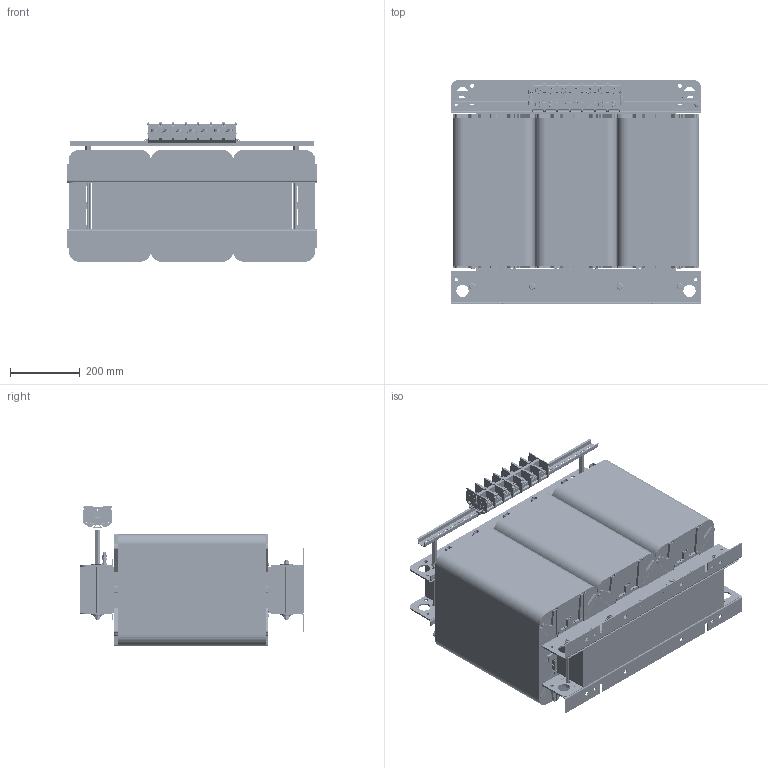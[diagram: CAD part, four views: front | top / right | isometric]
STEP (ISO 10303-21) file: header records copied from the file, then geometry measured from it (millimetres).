
FILE_DESCRIPTION(/* description */ (''),/* implementation_level */ '2;1');
FILE_NAME(/* name */ 'TTX80_V02.stp',/* time_stamp */ '2023-11-22T12:01:35+01:00',/* author */ ('ops'),/* organization */ (''),/* preprocessor_version */ 'ST-DEVELOPER v16.13',/* originating_system */ 'Autodesk Inventor 2018',/* authorisation */ '');
FILE_SCHEMA (('AUTOMOTIVE_DESIGN { 1 0 10303 214 3 1 1 }'));
Products named in the file (1): TTX80_V02
Bounding box: 714 x 640 x 398.45 mm (x, y, z)
Volume: 105672975.6 mm3; surface area: 7471143.8 mm2
Topology: 218 solids, 218 shells, 10708 faces, 28070 edges, 18084 vertices
Faces by surface type: plane 8120, cylinder 1935, cone 582, torus 67, sphere 4
Full cylindrical faces by diameter (mm): 3 x4, 3.5 x8, 3.92 x4, 4.1 x14, 4.2 x28, 4.96 x14, 5.1 x14, 6.42 x28, 6.5 x14, 6.6 x14, 6.647 x23, 8 x9, 8.3 x14, 8.4 x17, 9 x20, 9.85 x14, 10.5 x14, 11.25 x6, 11.5 x10, 11.7 x1, 12 x64, 12.25 x14, 13 x8, 16 x9, 20 x14, 24 x16, 35 x16, 37 x8
Entity records: 330930 total; most frequent: CARTESIAN_POINT 57793, ORIENTED_EDGE 54666, DIRECTION 52840, EDGE_CURVE 27333, LINE 22100, VECTOR 22100, VERTEX_POINT 18039, AXIS2_PLACEMENT_3D 15370
